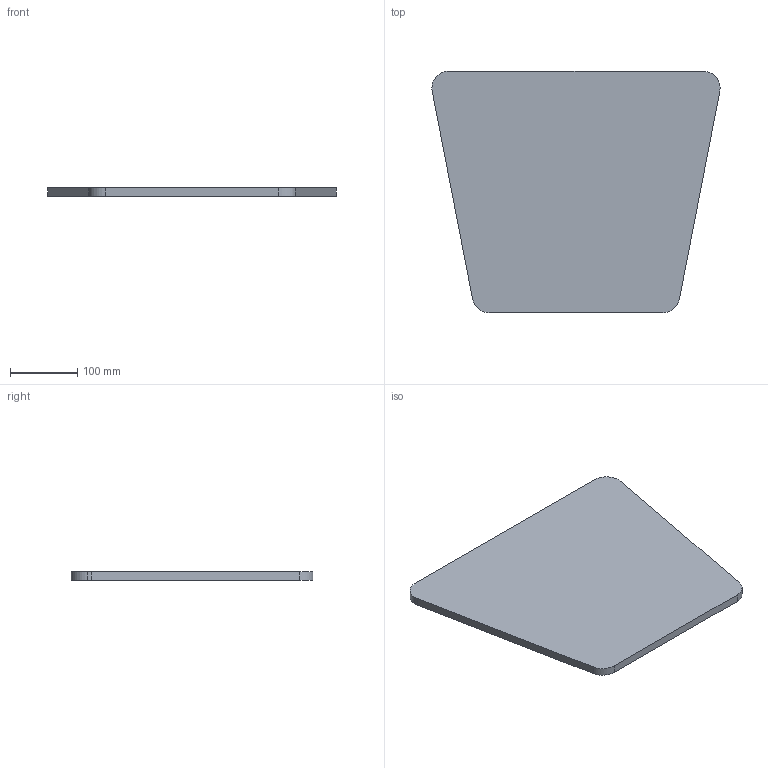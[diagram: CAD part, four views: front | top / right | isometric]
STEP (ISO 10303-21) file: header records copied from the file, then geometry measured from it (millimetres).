
FILE_DESCRIPTION (( 'STEP AP203' ), '1' );
FILE_NAME ('3mmwithstiffner.STEP', '2021-10-07T08:23:07', ( '' ), ( '' ), 'SwSTEP 2.0', 'SolidWorks 2021', '' );
FILE_SCHEMA (( 'CONFIG_CONTROL_DESIGN' ));
Length unit declared in the file: millimetre
Products named in the file (1): 3mmwithstiffner
Bounding box: 429.33 x 360 x 12 mm (x, y, z)
Volume: 480867.4 mm3; surface area: 594968.6 mm2
Topology: 1 solids, 6 shells, 306 faces, 738 edges, 492 vertices
Faces by surface type: plane 188, cylinder 118
Entity records: 9029 total; most frequent: DIRECTION 1592, CARTESIAN_POINT 1537, ORIENTED_EDGE 1476, EDGE_CURVE 738, AXIS2_PLACEMENT_3D 547, VECTOR 498, LINE 498, VERTEX_POINT 492
